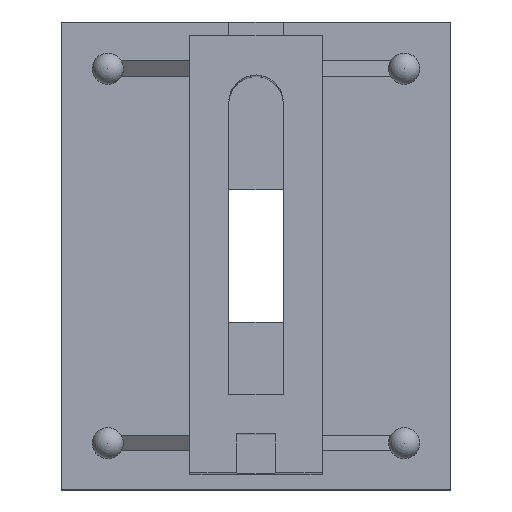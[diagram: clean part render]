
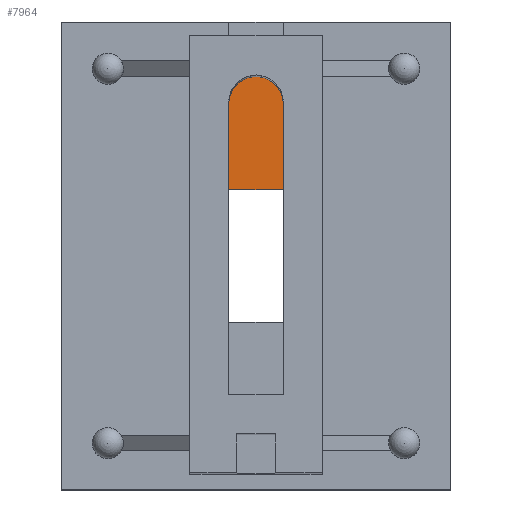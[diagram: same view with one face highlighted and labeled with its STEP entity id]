
A CAD part, top view. The second image highlights one B-rep face of the part: STEP entity #7964.
In plain terms, the highlighted planar face has unit normal (0, 0, 1).
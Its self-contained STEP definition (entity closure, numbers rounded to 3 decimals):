
#1635 = PLANE('',#1636);
#1636 = AXIS2_PLACEMENT_3D('',#1637,#1638,#1639);
#1637 = CARTESIAN_POINT('',(-0.35,0.,0.2));
#1638 = DIRECTION('',(0.,0.,-1.));
#1639 = DIRECTION('',(1.,0.,0.));
#4186 = EDGE_CURVE('',#4187,#4189,#4191,.T.);
#4187 = VERTEX_POINT('',#4188);
#4188 = CARTESIAN_POINT('',(-0.35,4.75,0.2));
#4189 = VERTEX_POINT('',#4190);
#4190 = CARTESIAN_POINT('',(0.,5.1,0.2));
#4191 = SURFACE_CURVE('',#4192,(#4197,#4204),.PCURVE_S1.);
#4192 = CIRCLE('',#4193,0.35);
#4193 = AXIS2_PLACEMENT_3D('',#4194,#4195,#4196);
#4194 = CARTESIAN_POINT('',(0.,4.75,0.2));
#4195 = DIRECTION('',(0.,0.,-1.));
#4196 = DIRECTION('',(1.,0.,0.));
#4197 = PCURVE('',#1635,#4198);
#4198 = DEFINITIONAL_REPRESENTATION('',(#4199),#4203);
#4199 = CIRCLE('',#4200,0.35);
#4200 = AXIS2_PLACEMENT_2D('',#4201,#4202);
#4201 = CARTESIAN_POINT('',(0.35,-4.75));
#4202 = DIRECTION('',(1.,0.));
#4203 = ( GEOMETRIC_REPRESENTATION_CONTEXT(2) 
PARAMETRIC_REPRESENTATION_CONTEXT() REPRESENTATION_CONTEXT('2D SPACE',''
  ) );
#4204 = PCURVE('',#4205,#4210);
#4205 = PLANE('',#4206);
#4206 = AXIS2_PLACEMENT_3D('',#4207,#4208,#4209);
#4207 = CARTESIAN_POINT('',(0.,2.8,0.2));
#4208 = DIRECTION('',(0.,0.,1.));
#4209 = DIRECTION('',(1.,0.,0.));
#4210 = DEFINITIONAL_REPRESENTATION('',(#4211),#4219);
#4211 = ( BOUNDED_CURVE() B_SPLINE_CURVE(2,(#4212,#4213,#4214,#4215,
#4216,#4217,#4218),.UNSPECIFIED.,.T.,.F.) B_SPLINE_CURVE_WITH_KNOTS((1,2
    ,2,2,2,1),(-2.094,0.,2.094,4.189,
6.283,8.378),.UNSPECIFIED.) CURVE() 
GEOMETRIC_REPRESENTATION_ITEM() RATIONAL_B_SPLINE_CURVE((1.,0.5,1.,0.5,
1.,0.5,1.)) REPRESENTATION_ITEM('') );
#4212 = CARTESIAN_POINT('',(0.35,1.95));
#4213 = CARTESIAN_POINT('',(0.35,1.344));
#4214 = CARTESIAN_POINT('',(-0.175,1.647));
#4215 = CARTESIAN_POINT('',(-0.7,1.95));
#4216 = CARTESIAN_POINT('',(-0.175,2.253));
#4217 = CARTESIAN_POINT('',(0.35,2.556));
#4218 = CARTESIAN_POINT('',(0.35,1.95));
#4219 = ( GEOMETRIC_REPRESENTATION_CONTEXT(2) 
PARAMETRIC_REPRESENTATION_CONTEXT() REPRESENTATION_CONTEXT('2D SPACE',''
  ) );
#4244 = VERTEX_POINT('',#4245);
#4245 = CARTESIAN_POINT('',(0.35,4.75,0.2));
#4266 = EDGE_CURVE('',#4189,#4244,#4267,.T.);
#4267 = SURFACE_CURVE('',#4268,(#4273,#4280),.PCURVE_S1.);
#4268 = CIRCLE('',#4269,0.35);
#4269 = AXIS2_PLACEMENT_3D('',#4270,#4271,#4272);
#4270 = CARTESIAN_POINT('',(0.,4.75,0.2));
#4271 = DIRECTION('',(0.,0.,-1.));
#4272 = DIRECTION('',(1.,0.,0.));
#4273 = PCURVE('',#1635,#4274);
#4274 = DEFINITIONAL_REPRESENTATION('',(#4275),#4279);
#4275 = CIRCLE('',#4276,0.35);
#4276 = AXIS2_PLACEMENT_2D('',#4277,#4278);
#4277 = CARTESIAN_POINT('',(0.35,-4.75));
#4278 = DIRECTION('',(1.,0.));
#4279 = ( GEOMETRIC_REPRESENTATION_CONTEXT(2) 
PARAMETRIC_REPRESENTATION_CONTEXT() REPRESENTATION_CONTEXT('2D SPACE',''
  ) );
#4280 = PCURVE('',#4205,#4281);
#4281 = DEFINITIONAL_REPRESENTATION('',(#4282),#4290);
#4282 = ( BOUNDED_CURVE() B_SPLINE_CURVE(2,(#4283,#4284,#4285,#4286,
#4287,#4288,#4289),.UNSPECIFIED.,.T.,.F.) B_SPLINE_CURVE_WITH_KNOTS((1,2
    ,2,2,2,1),(-2.094,0.,2.094,4.189,
6.283,8.378),.UNSPECIFIED.) CURVE() 
GEOMETRIC_REPRESENTATION_ITEM() RATIONAL_B_SPLINE_CURVE((1.,0.5,1.,0.5,
1.,0.5,1.)) REPRESENTATION_ITEM('') );
#4283 = CARTESIAN_POINT('',(0.35,1.95));
#4284 = CARTESIAN_POINT('',(0.35,1.344));
#4285 = CARTESIAN_POINT('',(-0.175,1.647));
#4286 = CARTESIAN_POINT('',(-0.7,1.95));
#4287 = CARTESIAN_POINT('',(-0.175,2.253));
#4288 = CARTESIAN_POINT('',(0.35,2.556));
#4289 = CARTESIAN_POINT('',(0.35,1.95));
#4290 = ( GEOMETRIC_REPRESENTATION_CONTEXT(2) 
PARAMETRIC_REPRESENTATION_CONTEXT() REPRESENTATION_CONTEXT('2D SPACE',''
  ) );
#4311 = PLANE('',#4312);
#4312 = AXIS2_PLACEMENT_3D('',#4313,#4314,#4315);
#4313 = CARTESIAN_POINT('',(-0.35,4.75,0.));
#4314 = DIRECTION('',(1.,0.,0.));
#4315 = DIRECTION('',(0.,-1.,0.));
#4466 = PLANE('',#4467);
#4467 = AXIS2_PLACEMENT_3D('',#4468,#4469,#4470);
#4468 = CARTESIAN_POINT('',(0.35,4.75,0.));
#4469 = DIRECTION('',(1.,0.,0.));
#4470 = DIRECTION('',(0.,-1.,0.));
#7964 = ADVANCED_FACE('',(#7965),#4205,.T.);
#7965 = FACE_BOUND('',#7966,.T.);
#7966 = EDGE_LOOP('',(#7967,#7968,#7991,#8019,#8040));
#7967 = ORIENTED_EDGE('',*,*,#4186,.F.);
#7968 = ORIENTED_EDGE('',*,*,#7969,.F.);
#7969 = EDGE_CURVE('',#7970,#4187,#7972,.T.);
#7970 = VERTEX_POINT('',#7971);
#7971 = CARTESIAN_POINT('',(-0.35,3.65,0.2));
#7972 = SURFACE_CURVE('',#7973,(#7977,#7984),.PCURVE_S1.);
#7973 = LINE('',#7974,#7975);
#7974 = CARTESIAN_POINT('',(-0.35,3.775,0.2));
#7975 = VECTOR('',#7976,1.);
#7976 = DIRECTION('',(0.,1.,0.));
#7977 = PCURVE('',#4205,#7978);
#7978 = DEFINITIONAL_REPRESENTATION('',(#7979),#7983);
#7979 = LINE('',#7980,#7981);
#7980 = CARTESIAN_POINT('',(-0.35,0.975));
#7981 = VECTOR('',#7982,1.);
#7982 = DIRECTION('',(0.,1.));
#7983 = ( GEOMETRIC_REPRESENTATION_CONTEXT(2) 
PARAMETRIC_REPRESENTATION_CONTEXT() REPRESENTATION_CONTEXT('2D SPACE',''
  ) );
#7984 = PCURVE('',#4311,#7985);
#7985 = DEFINITIONAL_REPRESENTATION('',(#7986),#7990);
#7986 = LINE('',#7987,#7988);
#7987 = CARTESIAN_POINT('',(0.975,-0.2));
#7988 = VECTOR('',#7989,1.);
#7989 = DIRECTION('',(-1.,0.));
#7990 = ( GEOMETRIC_REPRESENTATION_CONTEXT(2) 
PARAMETRIC_REPRESENTATION_CONTEXT() REPRESENTATION_CONTEXT('2D SPACE',''
  ) );
#7991 = ORIENTED_EDGE('',*,*,#7992,.T.);
#7992 = EDGE_CURVE('',#7970,#7993,#7995,.T.);
#7993 = VERTEX_POINT('',#7994);
#7994 = CARTESIAN_POINT('',(0.35,3.65,0.2));
#7995 = SURFACE_CURVE('',#7996,(#8000,#8007),.PCURVE_S1.);
#7996 = LINE('',#7997,#7998);
#7997 = CARTESIAN_POINT('',(0.175,3.65,0.2));
#7998 = VECTOR('',#7999,1.);
#7999 = DIRECTION('',(1.,0.,0.));
#8000 = PCURVE('',#4205,#8001);
#8001 = DEFINITIONAL_REPRESENTATION('',(#8002),#8006);
#8002 = LINE('',#8003,#8004);
#8003 = CARTESIAN_POINT('',(0.175,0.85));
#8004 = VECTOR('',#8005,1.);
#8005 = DIRECTION('',(1.,0.));
#8006 = ( GEOMETRIC_REPRESENTATION_CONTEXT(2) 
PARAMETRIC_REPRESENTATION_CONTEXT() REPRESENTATION_CONTEXT('2D SPACE',''
  ) );
#8007 = PCURVE('',#8008,#8013);
#8008 = PLANE('',#8009);
#8009 = AXIS2_PLACEMENT_3D('',#8010,#8011,#8012);
#8010 = CARTESIAN_POINT('',(0.35,3.65,0.));
#8011 = DIRECTION('',(0.,-1.,0.));
#8012 = DIRECTION('',(-1.,0.,0.));
#8013 = DEFINITIONAL_REPRESENTATION('',(#8014),#8018);
#8014 = LINE('',#8015,#8016);
#8015 = CARTESIAN_POINT('',(0.175,-0.2));
#8016 = VECTOR('',#8017,1.);
#8017 = DIRECTION('',(-1.,-0.));
#8018 = ( GEOMETRIC_REPRESENTATION_CONTEXT(2) 
PARAMETRIC_REPRESENTATION_CONTEXT() REPRESENTATION_CONTEXT('2D SPACE',''
  ) );
#8019 = ORIENTED_EDGE('',*,*,#8020,.T.);
#8020 = EDGE_CURVE('',#7993,#4244,#8021,.T.);
#8021 = SURFACE_CURVE('',#8022,(#8026,#8033),.PCURVE_S1.);
#8022 = LINE('',#8023,#8024);
#8023 = CARTESIAN_POINT('',(0.35,3.775,0.2));
#8024 = VECTOR('',#8025,1.);
#8025 = DIRECTION('',(0.,1.,0.));
#8026 = PCURVE('',#4205,#8027);
#8027 = DEFINITIONAL_REPRESENTATION('',(#8028),#8032);
#8028 = LINE('',#8029,#8030);
#8029 = CARTESIAN_POINT('',(0.35,0.975));
#8030 = VECTOR('',#8031,1.);
#8031 = DIRECTION('',(0.,1.));
#8032 = ( GEOMETRIC_REPRESENTATION_CONTEXT(2) 
PARAMETRIC_REPRESENTATION_CONTEXT() REPRESENTATION_CONTEXT('2D SPACE',''
  ) );
#8033 = PCURVE('',#4466,#8034);
#8034 = DEFINITIONAL_REPRESENTATION('',(#8035),#8039);
#8035 = LINE('',#8036,#8037);
#8036 = CARTESIAN_POINT('',(0.975,-0.2));
#8037 = VECTOR('',#8038,1.);
#8038 = DIRECTION('',(-1.,0.));
#8039 = ( GEOMETRIC_REPRESENTATION_CONTEXT(2) 
PARAMETRIC_REPRESENTATION_CONTEXT() REPRESENTATION_CONTEXT('2D SPACE',''
  ) );
#8040 = ORIENTED_EDGE('',*,*,#4266,.F.);
